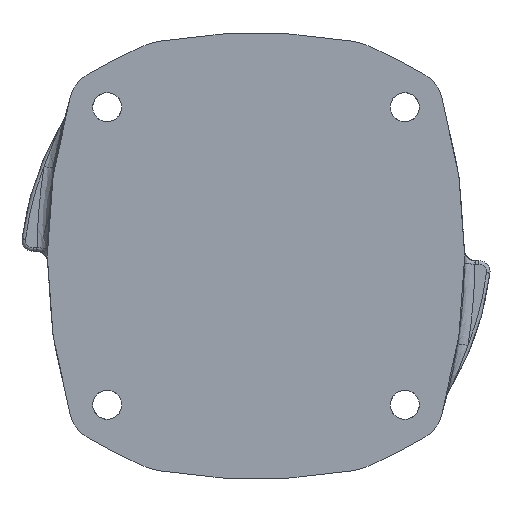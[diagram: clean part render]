
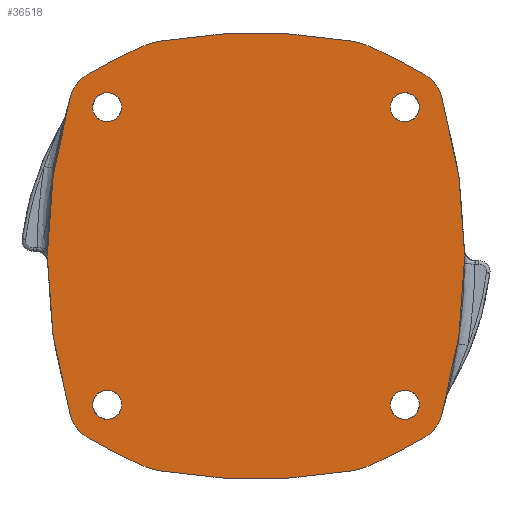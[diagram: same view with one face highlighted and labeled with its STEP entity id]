
A CAD part, front view. The second image highlights one B-rep face of the part: STEP entity #36518.
In plain terms, the highlighted face is planar.
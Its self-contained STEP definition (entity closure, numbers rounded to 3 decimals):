
#6051=FACE_BOUND('',#12976,.T.);
#6052=FACE_BOUND('',#12977,.T.);
#6053=FACE_BOUND('',#12978,.T.);
#6054=FACE_BOUND('',#12979,.T.);
#8094=CIRCLE('',#40471,320.);
#8095=CIRCLE('',#40472,49.983);
#8096=CIRCLE('',#40473,320.);
#8097=CIRCLE('',#40474,49.983);
#8098=CIRCLE('',#40475,320.);
#8099=CIRCLE('',#40476,20.992);
#8100=CIRCLE('',#40477,320.);
#8101=CIRCLE('',#40478,20.992);
#8102=CIRCLE('',#40479,320.);
#8103=CIRCLE('',#40480,49.983);
#8104=CIRCLE('',#40481,320.);
#8105=CIRCLE('',#40482,49.983);
#8106=CIRCLE('',#40483,320.);
#8107=CIRCLE('',#40484,20.992);
#8108=CIRCLE('',#40485,320.);
#8109=CIRCLE('',#40486,20.992);
#8110=CIRCLE('',#40487,8.25);
#8111=CIRCLE('',#40488,8.25);
#8112=CIRCLE('',#40489,8.25);
#8113=CIRCLE('',#40490,8.25);
#10499=FACE_OUTER_BOUND('',#12975,.T.);
#12975=EDGE_LOOP('',(#31837,#31838,#31839,#31840,#31841,#31842,#31843,#31844,
#31845,#31846,#31847,#31848,#31849,#31850,#31851,#31852));
#12976=EDGE_LOOP('',(#31853));
#12977=EDGE_LOOP('',(#31854));
#12978=EDGE_LOOP('',(#31855));
#12979=EDGE_LOOP('',(#31856));
#17110=VERTEX_POINT('',#82073);
#17111=VERTEX_POINT('',#82074);
#17112=VERTEX_POINT('',#82076);
#17113=VERTEX_POINT('',#82078);
#17114=VERTEX_POINT('',#82080);
#17115=VERTEX_POINT('',#82082);
#17116=VERTEX_POINT('',#82084);
#17117=VERTEX_POINT('',#82086);
#17118=VERTEX_POINT('',#82088);
#17119=VERTEX_POINT('',#82090);
#17120=VERTEX_POINT('',#82092);
#17121=VERTEX_POINT('',#82094);
#17122=VERTEX_POINT('',#82096);
#17123=VERTEX_POINT('',#82098);
#17124=VERTEX_POINT('',#82100);
#17125=VERTEX_POINT('',#82102);
#17126=VERTEX_POINT('',#82105);
#17127=VERTEX_POINT('',#82107);
#17128=VERTEX_POINT('',#82109);
#17129=VERTEX_POINT('',#82111);
#22114=EDGE_CURVE('',#17110,#17111,#8094,.T.);
#22115=EDGE_CURVE('',#17112,#17111,#8095,.T.);
#22116=EDGE_CURVE('',#17112,#17113,#8096,.T.);
#22117=EDGE_CURVE('',#17114,#17113,#8097,.T.);
#22118=EDGE_CURVE('',#17114,#17115,#8098,.T.);
#22119=EDGE_CURVE('',#17116,#17115,#8099,.T.);
#22120=EDGE_CURVE('',#17116,#17117,#8100,.T.);
#22121=EDGE_CURVE('',#17118,#17117,#8101,.T.);
#22122=EDGE_CURVE('',#17119,#17118,#8102,.T.);
#22123=EDGE_CURVE('',#17120,#17119,#8103,.T.);
#22124=EDGE_CURVE('',#17120,#17121,#8104,.T.);
#22125=EDGE_CURVE('',#17122,#17121,#8105,.T.);
#22126=EDGE_CURVE('',#17122,#17123,#8106,.T.);
#22127=EDGE_CURVE('',#17124,#17123,#8107,.T.);
#22128=EDGE_CURVE('',#17124,#17125,#8108,.T.);
#22129=EDGE_CURVE('',#17110,#17125,#8109,.T.);
#22130=EDGE_CURVE('',#17126,#17126,#8110,.T.);
#22131=EDGE_CURVE('',#17127,#17127,#8111,.T.);
#22132=EDGE_CURVE('',#17128,#17128,#8112,.T.);
#22133=EDGE_CURVE('',#17129,#17129,#8113,.T.);
#31837=ORIENTED_EDGE('',*,*,#22114,.T.);
#31838=ORIENTED_EDGE('',*,*,#22115,.F.);
#31839=ORIENTED_EDGE('',*,*,#22116,.T.);
#31840=ORIENTED_EDGE('',*,*,#22117,.F.);
#31841=ORIENTED_EDGE('',*,*,#22118,.T.);
#31842=ORIENTED_EDGE('',*,*,#22119,.F.);
#31843=ORIENTED_EDGE('',*,*,#22120,.T.);
#31844=ORIENTED_EDGE('',*,*,#22121,.F.);
#31845=ORIENTED_EDGE('',*,*,#22122,.F.);
#31846=ORIENTED_EDGE('',*,*,#22123,.F.);
#31847=ORIENTED_EDGE('',*,*,#22124,.T.);
#31848=ORIENTED_EDGE('',*,*,#22125,.F.);
#31849=ORIENTED_EDGE('',*,*,#22126,.T.);
#31850=ORIENTED_EDGE('',*,*,#22127,.F.);
#31851=ORIENTED_EDGE('',*,*,#22128,.T.);
#31852=ORIENTED_EDGE('',*,*,#22129,.F.);
#31853=ORIENTED_EDGE('',*,*,#22130,.T.);
#31854=ORIENTED_EDGE('',*,*,#22131,.T.);
#31855=ORIENTED_EDGE('',*,*,#22132,.T.);
#31856=ORIENTED_EDGE('',*,*,#22133,.T.);
#34547=PLANE('',#40470);
#36518=ADVANCED_FACE('',(#10499,#6051,#6052,#6053,#6054),#34547,.F.);
#40470=AXIS2_PLACEMENT_3D('',#82072,#49511,#49512);
#40471=AXIS2_PLACEMENT_3D('',#82075,#49513,#49514);
#40472=AXIS2_PLACEMENT_3D('',#82077,#49515,#49516);
#40473=AXIS2_PLACEMENT_3D('',#82079,#49517,#49518);
#40474=AXIS2_PLACEMENT_3D('',#82081,#49519,#49520);
#40475=AXIS2_PLACEMENT_3D('',#82083,#49521,#49522);
#40476=AXIS2_PLACEMENT_3D('',#82085,#49523,#49524);
#40477=AXIS2_PLACEMENT_3D('',#82087,#49525,#49526);
#40478=AXIS2_PLACEMENT_3D('',#82089,#49527,#49528);
#40479=AXIS2_PLACEMENT_3D('',#82091,#49529,#49530);
#40480=AXIS2_PLACEMENT_3D('',#82093,#49531,#49532);
#40481=AXIS2_PLACEMENT_3D('',#82095,#49533,#49534);
#40482=AXIS2_PLACEMENT_3D('',#82097,#49535,#49536);
#40483=AXIS2_PLACEMENT_3D('',#82099,#49537,#49538);
#40484=AXIS2_PLACEMENT_3D('',#82101,#49539,#49540);
#40485=AXIS2_PLACEMENT_3D('',#82103,#49541,#49542);
#40486=AXIS2_PLACEMENT_3D('',#82104,#49543,#49544);
#40487=AXIS2_PLACEMENT_3D('',#82106,#49545,#49546);
#40488=AXIS2_PLACEMENT_3D('',#82108,#49547,#49548);
#40489=AXIS2_PLACEMENT_3D('',#82110,#49549,#49550);
#40490=AXIS2_PLACEMENT_3D('',#82112,#49551,#49552);
#49511=DIRECTION('center_axis',(0.,0.,1.));
#49512=DIRECTION('ref_axis',(1.,0.,0.));
#49513=DIRECTION('center_axis',(0.,0.,-1.));
#49514=DIRECTION('ref_axis',(0.396,-0.918,0.));
#49515=DIRECTION('center_axis',(0.,0.,
1.));
#49516=DIRECTION('ref_axis',(-0.414,0.91,0.));
#49517=DIRECTION('center_axis',(0.,0.,-1.));
#49518=DIRECTION('ref_axis',(-0.17,0.985,0.));
#49519=DIRECTION('center_axis',(0.,0.,
1.));
#49520=DIRECTION('ref_axis',(0.17,0.985,0.));
#49521=DIRECTION('center_axis',(0.,0.,-1.));
#49522=DIRECTION('ref_axis',(-0.529,-0.849,0.));
#49523=DIRECTION('center_axis',(0.,0.,
1.));
#49524=DIRECTION('ref_axis',(0.507,0.862,0.));
#49525=DIRECTION('center_axis',(0.,0.,-1.));
#49526=DIRECTION('ref_axis',(-1.,0.,0.));
#49527=DIRECTION('center_axis',(0.,0.,
1.));
#49528=DIRECTION('ref_axis',(0.958,-0.285,0.));
#49529=DIRECTION('center_axis',(0.,0.,1.));
#49530=DIRECTION('ref_axis',(0.414,-0.91,0.));
#49531=DIRECTION('center_axis',(0.,0.,
1.));
#49532=DIRECTION('ref_axis',(0.414,-0.91,0.));
#49533=DIRECTION('center_axis',(0.,0.,-1.));
#49534=DIRECTION('ref_axis',(0.,1.,0.));
#49535=DIRECTION('center_axis',(0.,0.,
1.));
#49536=DIRECTION('ref_axis',(-0.17,-0.985,0.));
#49537=DIRECTION('center_axis',(0.,0.,-1.));
#49538=DIRECTION('ref_axis',(0.529,0.849,0.));
#49539=DIRECTION('center_axis',(0.,0.,
1.));
#49540=DIRECTION('ref_axis',(-0.507,-0.862,0.));
#49541=DIRECTION('center_axis',(0.,0.,-1.));
#49542=DIRECTION('ref_axis',(0.951,-0.31,0.));
#49543=DIRECTION('center_axis',(0.,0.,
1.));
#49544=DIRECTION('ref_axis',(-0.958,0.285,0.));
#49545=DIRECTION('center_axis',(0.,0.,1.));
#49546=DIRECTION('ref_axis',(1.,0.,0.));
#49547=DIRECTION('center_axis',(0.,0.,1.));
#49548=DIRECTION('ref_axis',(1.,0.,0.));
#49549=DIRECTION('center_axis',(0.,0.,1.));
#49550=DIRECTION('ref_axis',(-1.,0.,0.));
#49551=DIRECTION('center_axis',(0.,0.,1.));
#49552=DIRECTION('ref_axis',(-1.,0.,0.));
#82072=CARTESIAN_POINT('Origin',(-55.,111.65,0.));
#82073=CARTESIAN_POINT('',(-96.219,108.394,0.));
#82074=CARTESIAN_POINT('',(-66.584,123.787,0.));
#82075=CARTESIAN_POINT('Origin',(65.9,-167.5,0.));
#82076=CARTESIAN_POINT('',(-54.385,127.545,0.));
#82077=CARTESIAN_POINT('Origin',(-45.89,78.289,0.));
#82078=CARTESIAN_POINT('',(54.385,127.545,0.));
#82079=CARTESIAN_POINT('Origin',(0.,-187.8,0.));
#82080=CARTESIAN_POINT('',(66.584,123.787,0.));
#82081=CARTESIAN_POINT('Origin',(45.89,78.289,0.));
#82082=CARTESIAN_POINT('',(96.219,108.394,0.));
#82083=CARTESIAN_POINT('Origin',(-65.9,-167.5,0.));
#82084=CARTESIAN_POINT('',(105.704,96.283,0.));
#82085=CARTESIAN_POINT('Origin',(85.584,90.295,0.));
#82086=CARTESIAN_POINT('',(105.704,-86.283,0.));
#82087=CARTESIAN_POINT('Origin',(-201.,5.,0.));
#82088=CARTESIAN_POINT('',(96.219,-98.394,0.));
#82089=CARTESIAN_POINT('Origin',(85.584,-80.295,0.));
#82090=CARTESIAN_POINT('',(66.584,-113.787,0.));
#82091=CARTESIAN_POINT('Origin',(-65.9,177.5,0.));
#82092=CARTESIAN_POINT('',(54.385,-117.545,0.));
#82093=CARTESIAN_POINT('Origin',(45.89,-68.289,0.));
#82094=CARTESIAN_POINT('',(-54.385,-117.545,0.));
#82095=CARTESIAN_POINT('Origin',(0.,197.8,0.));
#82096=CARTESIAN_POINT('',(-66.584,-113.787,0.));
#82097=CARTESIAN_POINT('Origin',(-45.89,-68.289,0.));
#82098=CARTESIAN_POINT('',(-96.219,-98.394,0.));
#82099=CARTESIAN_POINT('Origin',(65.9,177.5,0.));
#82100=CARTESIAN_POINT('',(-105.704,-86.283,0.));
#82101=CARTESIAN_POINT('Origin',(-85.584,-80.295,0.));
#82102=CARTESIAN_POINT('',(-105.704,96.283,0.));
#82103=CARTESIAN_POINT('Origin',(201.,5.,0.));
#82104=CARTESIAN_POINT('Origin',(-85.584,90.295,0.));
#82105=CARTESIAN_POINT('',(-76.6,89.85,0.));
#82106=CARTESIAN_POINT('Origin',(-84.85,89.85,0.));
#82107=CARTESIAN_POINT('',(-76.6,-79.85,0.));
#82108=CARTESIAN_POINT('Origin',(-84.85,-79.85,0.));
#82109=CARTESIAN_POINT('',(76.6,89.85,0.));
#82110=CARTESIAN_POINT('Origin',(84.85,89.85,0.));
#82111=CARTESIAN_POINT('',(76.6,-79.85,0.));
#82112=CARTESIAN_POINT('Origin',(84.85,-79.85,0.));
